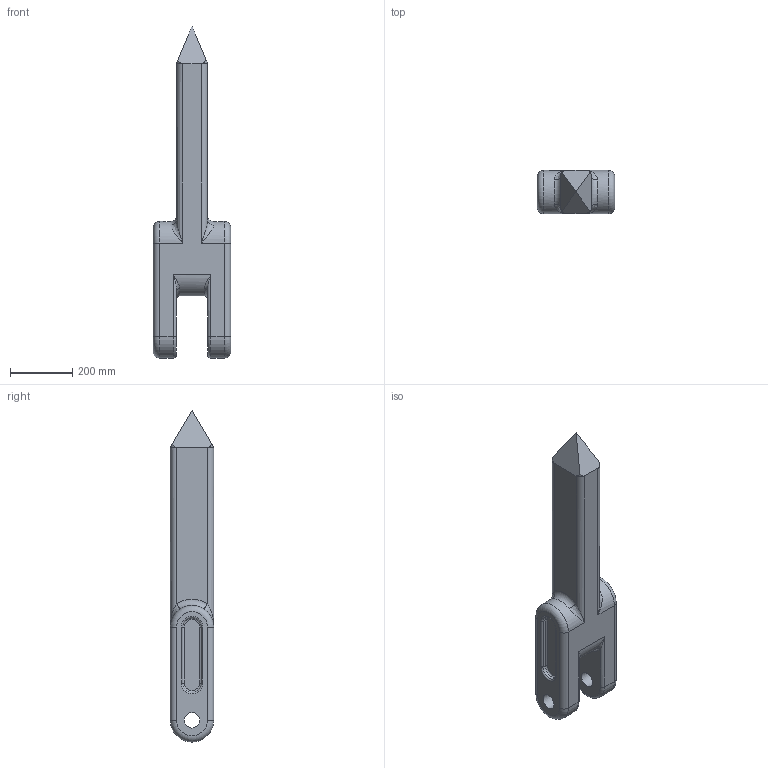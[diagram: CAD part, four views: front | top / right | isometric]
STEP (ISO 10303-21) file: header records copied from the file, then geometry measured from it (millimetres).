
FILE_DESCRIPTION(/* description */ (''),/* implementation_level */ '2;1');
FILE_NAME(/* name */ '3rd link.step',/* time_stamp */ '2019-04-10T21:45:25+07:00',/* author */ (''),/* organization */ (''),/* preprocessor_version */ 'ST-DEVELOPER v18',/* originating_system */ 'Autodesk Translation Framework v8.2.0.1029',/* authorisation */ '');
FILE_SCHEMA (('AUTOMOTIVE_DESIGN { 1 0 10303 214 3 1 1 }'));
Length unit declared in the file: millimetre
Products named in the file (1): 3rd link
Bounding box: 250 x 140 x 1070 mm (x, y, z)
Volume: 18244874.5 mm3; surface area: 678171.3 mm2
Topology: 2 solids, 2 shells, 81 faces, 188 edges, 105 vertices
Faces by surface type: cylinder 35, plane 20, torus 18, bspline 8
Full cylindrical faces by diameter (mm): 50 x2
Entity records: 3036 total; most frequent: CARTESIAN_POINT 1179, DIRECTION 404, ORIENTED_EDGE 360, EDGE_CURVE 180, AXIS2_PLACEMENT_3D 166, VERTEX_POINT 105, EDGE_LOOP 87, CIRCLE 84
